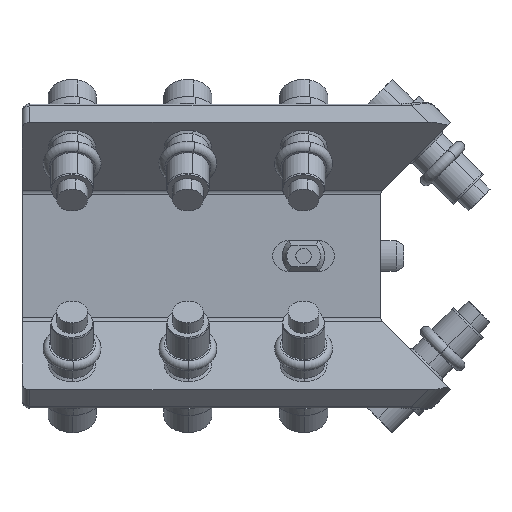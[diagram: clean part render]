
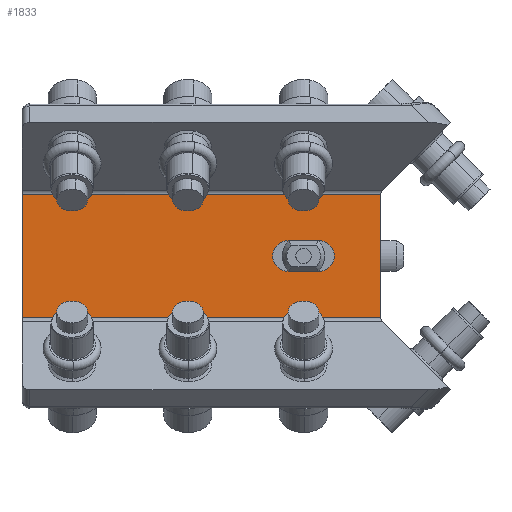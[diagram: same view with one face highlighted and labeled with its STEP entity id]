
A CAD part, front view. The second image highlights one B-rep face of the part: STEP entity #1833.
In plain terms, the highlighted planar face has unit normal (0, -1, 0).
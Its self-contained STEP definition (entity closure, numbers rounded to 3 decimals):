
#1067=CARTESIAN_POINT('Vertex',(-40.,40.,-15.947)) ;
#1070=CARTESIAN_POINT('Line Origine',(-74.,40.,-15.947)) ;
#1074=CARTESIAN_POINT('Vertex',(-133.,40.,-15.947)) ;
#1122=CARTESIAN_POINT('Line Origine',(-133.,40.,0.)) ;
#1126=CARTESIAN_POINT('Vertex',(-133.,40.,15.947)) ;
#1744=CARTESIAN_POINT('Axis2P3D Location',(-90.,40.,15.947)) ;
#1749=CARTESIAN_POINT('Line Origine',(-40.,40.,0.)) ;
#1753=CARTESIAN_POINT('Vertex',(-40.,40.,15.947)) ;
#1756=CARTESIAN_POINT('Line Origine',(-86.5,40.,15.947)) ;
#1767=CARTESIAN_POINT('Axis2P3D Location',(-56.,40.,0.)) ;
#1771=CARTESIAN_POINT('Vertex',(-56.,40.,-4.)) ;
#1773=CARTESIAN_POINT('Vertex',(-56.,40.,4.)) ;
#1776=CARTESIAN_POINT('Line Origine',(-56.113,40.,-4.)) ;
#1780=CARTESIAN_POINT('Vertex',(-56.225,40.,-4.)) ;
#1783=CARTESIAN_POINT('Line Origine',(-60.,40.,-4.)) ;
#1787=CARTESIAN_POINT('Vertex',(-63.775,40.,-4.)) ;
#1790=CARTESIAN_POINT('Line Origine',(-63.887,40.,-4.)) ;
#1794=CARTESIAN_POINT('Vertex',(-64.,40.,-4.)) ;
#1797=CARTESIAN_POINT('Axis2P3D Location',(-64.,40.,0.)) ;
#1801=CARTESIAN_POINT('Vertex',(-64.,40.,4.)) ;
#1804=CARTESIAN_POINT('Line Origine',(-63.887,40.,4.)) ;
#1808=CARTESIAN_POINT('Vertex',(-63.775,40.,4.)) ;
#1811=CARTESIAN_POINT('Line Origine',(-60.,40.,4.)) ;
#1815=CARTESIAN_POINT('Vertex',(-56.225,40.,4.)) ;
#1818=CARTESIAN_POINT('Line Origine',(-56.113,40.,4.)) ;
#1071=DIRECTION('Vector Direction',(1.,0.,0.)) ;
#1123=DIRECTION('Vector Direction',(0.,0.,-1.)) ;
#1745=DIRECTION('Axis2P3D Direction',(0.,-1.,0.)) ;
#1746=DIRECTION('Axis2P3D XDirection',(0.,0.,-1.)) ;
#1750=DIRECTION('Vector Direction',(0.,0.,-1.)) ;
#1757=DIRECTION('Vector Direction',(1.,0.,0.)) ;
#1768=DIRECTION('Axis2P3D Direction',(0.,-1.,0.)) ;
#1777=DIRECTION('Vector Direction',(1.,0.,0.)) ;
#1784=DIRECTION('Vector Direction',(1.,0.,0.)) ;
#1791=DIRECTION('Vector Direction',(1.,0.,0.)) ;
#1798=DIRECTION('Axis2P3D Direction',(0.,-1.,0.)) ;
#1805=DIRECTION('Vector Direction',(1.,0.,0.)) ;
#1812=DIRECTION('Vector Direction',(1.,0.,0.)) ;
#1819=DIRECTION('Vector Direction',(1.,0.,0.)) ;
#1747=AXIS2_PLACEMENT_3D('Plane Axis2P3D',#1744,#1745,#1746) ;
#1769=AXIS2_PLACEMENT_3D('Circle Axis2P3D',#1767,#1768,$) ;
#1799=AXIS2_PLACEMENT_3D('Circle Axis2P3D',#1797,#1798,$) ;
#1762=ORIENTED_EDGE('',*,*,#1076,.T.) ;
#1763=ORIENTED_EDGE('',*,*,#1755,.F.) ;
#1764=ORIENTED_EDGE('',*,*,#1760,.F.) ;
#1765=ORIENTED_EDGE('',*,*,#1128,.T.) ;
#1824=ORIENTED_EDGE('',*,*,#1775,.F.) ;
#1825=ORIENTED_EDGE('',*,*,#1782,.F.) ;
#1826=ORIENTED_EDGE('',*,*,#1789,.F.) ;
#1827=ORIENTED_EDGE('',*,*,#1796,.F.) ;
#1828=ORIENTED_EDGE('',*,*,#1803,.F.) ;
#1829=ORIENTED_EDGE('',*,*,#1810,.F.) ;
#1830=ORIENTED_EDGE('',*,*,#1817,.F.) ;
#1831=ORIENTED_EDGE('',*,*,#1822,.F.) ;
#1832=FACE_BOUND('',#1823,.T.) ;
#1072=VECTOR('Line Direction',#1071,1.) ;
#1124=VECTOR('Line Direction',#1123,1.) ;
#1751=VECTOR('Line Direction',#1750,1.) ;
#1758=VECTOR('Line Direction',#1757,1.) ;
#1778=VECTOR('Line Direction',#1777,1.) ;
#1785=VECTOR('Line Direction',#1784,1.) ;
#1792=VECTOR('Line Direction',#1791,1.) ;
#1806=VECTOR('Line Direction',#1805,1.) ;
#1813=VECTOR('Line Direction',#1812,1.) ;
#1820=VECTOR('Line Direction',#1819,1.) ;
#1833=ADVANCED_FACE('PartBody',(#1766,#1832),#1748,.T.) ;
#1770=CIRCLE('generated circle',#1769,4.) ;
#1800=CIRCLE('generated circle',#1799,4.) ;
#1076=EDGE_CURVE('',#1075,#1068,#1073,.T.) ;
#1128=EDGE_CURVE('',#1127,#1075,#1125,.T.) ;
#1755=EDGE_CURVE('',#1754,#1068,#1752,.T.) ;
#1760=EDGE_CURVE('',#1127,#1754,#1759,.T.) ;
#1775=EDGE_CURVE('',#1772,#1774,#1770,.T.) ;
#1782=EDGE_CURVE('',#1781,#1772,#1779,.T.) ;
#1789=EDGE_CURVE('',#1788,#1781,#1786,.T.) ;
#1796=EDGE_CURVE('',#1795,#1788,#1793,.T.) ;
#1803=EDGE_CURVE('',#1802,#1795,#1800,.T.) ;
#1810=EDGE_CURVE('',#1809,#1802,#1807,.F.) ;
#1817=EDGE_CURVE('',#1816,#1809,#1814,.F.) ;
#1822=EDGE_CURVE('',#1774,#1816,#1821,.F.) ;
#1761=EDGE_LOOP('',(#1762,#1763,#1764,#1765)) ;
#1823=EDGE_LOOP('',(#1824,#1825,#1826,#1827,#1828,#1829,#1830,#1831)) ;
#1766=FACE_OUTER_BOUND('',#1761,.T.) ;
#1073=LINE('Line',#1070,#1072) ;
#1125=LINE('Line',#1122,#1124) ;
#1752=LINE('Line',#1749,#1751) ;
#1759=LINE('Line',#1756,#1758) ;
#1779=LINE('Line',#1776,#1778) ;
#1786=LINE('Line',#1783,#1785) ;
#1793=LINE('Line',#1790,#1792) ;
#1807=LINE('Line',#1804,#1806) ;
#1814=LINE('Line',#1811,#1813) ;
#1821=LINE('Line',#1818,#1820) ;
#1748=PLANE('',#1747) ;
#1068=VERTEX_POINT('',#1067) ;
#1075=VERTEX_POINT('',#1074) ;
#1127=VERTEX_POINT('',#1126) ;
#1754=VERTEX_POINT('',#1753) ;
#1772=VERTEX_POINT('',#1771) ;
#1774=VERTEX_POINT('',#1773) ;
#1781=VERTEX_POINT('',#1780) ;
#1788=VERTEX_POINT('',#1787) ;
#1795=VERTEX_POINT('',#1794) ;
#1802=VERTEX_POINT('',#1801) ;
#1809=VERTEX_POINT('',#1808) ;
#1816=VERTEX_POINT('',#1815) ;
